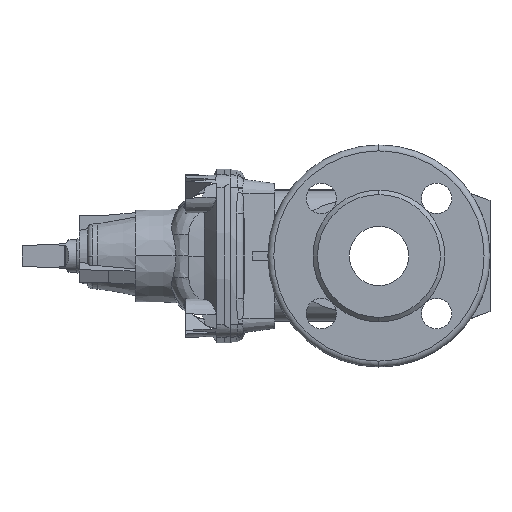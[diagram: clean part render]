
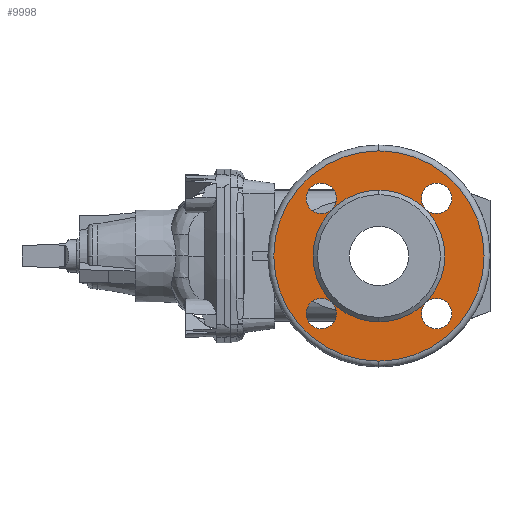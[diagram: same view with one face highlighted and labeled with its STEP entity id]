
A CAD part, left-side view. The second image highlights one B-rep face of the part: STEP entity #9998.
In plain terms, the highlighted planar face has unit normal (-1, 0, 0).
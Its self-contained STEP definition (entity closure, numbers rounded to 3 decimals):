
#79 = VERTEX_POINT ( 'NONE', #7095 ) ;
#156 = VERTEX_POINT ( 'NONE', #7091 ) ;
#1016 = CARTESIAN_POINT ( 'NONE',  ( -117., 38.891, 28.641 ) ) ;
#1017 = CARTESIAN_POINT ( 'NONE',  ( -117., 38.891, 49.141 ) ) ;
#1021 = CARTESIAN_POINT ( 'NONE',  ( -117., -38.891, 49.141 ) ) ;
#1022 = CARTESIAN_POINT ( 'NONE',  ( -117., 38.891, -49.141 ) ) ;
#1028 = CARTESIAN_POINT ( 'NONE',  ( -117., -38.891, -49.141 ) ) ;
#1034 = CARTESIAN_POINT ( 'NONE',  ( -117., 38.891, -28.641 ) ) ;
#1036 = CARTESIAN_POINT ( 'NONE',  ( -117., -38.891, 28.641 ) ) ;
#1074 = CARTESIAN_POINT ( 'NONE',  ( -117., -38.891, -28.641 ) ) ;
#1075 = CARTESIAN_POINT ( 'NONE',  ( -117., 0., -44.5 ) ) ;
#1086 = CARTESIAN_POINT ( 'NONE',  ( -117., 0., 71. ) ) ;
#1115 = DIRECTION ( 'NONE',  ( -1., 0., 0. ) ) ;
#1120 = PLANE ( 'NONE',  #9141 ) ;
#1122 = CARTESIAN_POINT ( 'NONE',  ( -117., -75., 0. ) ) ;
#1124 = DIRECTION ( 'NONE',  ( 0., 0., -1. ) ) ;
#1324 = CARTESIAN_POINT ( 'NONE',  ( -117., -38.891, -38.891 ) ) ;
#1325 = DIRECTION ( 'NONE',  ( -1., 0., 0. ) ) ;
#1326 = DIRECTION ( 'NONE',  ( 0., 0., 1. ) ) ;
#1365 = CARTESIAN_POINT ( 'NONE',  ( -117., -38.891, 38.891 ) ) ;
#1366 = DIRECTION ( 'NONE',  ( -1., 0., 0. ) ) ;
#1367 = DIRECTION ( 'NONE',  ( 0., 0., 1. ) ) ;
#1379 = CARTESIAN_POINT ( 'NONE',  ( -117., 38.891, -38.891 ) ) ;
#1380 = DIRECTION ( 'NONE',  ( -1., 0., 0. ) ) ;
#1381 = DIRECTION ( 'NONE',  ( 0., 0., 1. ) ) ;
#1387 = CARTESIAN_POINT ( 'NONE',  ( -117., 38.891, 38.891 ) ) ;
#1388 = DIRECTION ( 'NONE',  ( -1., 0., 0. ) ) ;
#1389 = DIRECTION ( 'NONE',  ( 0., 0., 1. ) ) ;
#1688 = CARTESIAN_POINT ( 'NONE',  ( -117., 0., 0. ) ) ;
#1689 = DIRECTION ( 'NONE',  ( 1., 0., 0. ) ) ;
#1690 = DIRECTION ( 'NONE',  ( 0., 0., -1. ) ) ;
#1752 = CARTESIAN_POINT ( 'NONE',  ( -117., 0., 0. ) ) ;
#1753 = DIRECTION ( 'NONE',  ( 1., 0., 0. ) ) ;
#1754 = DIRECTION ( 'NONE',  ( 0., 0., -1. ) ) ;
#3777 = CARTESIAN_POINT ( 'NONE',  ( -117., 38.891, -38.891 ) ) ;
#3778 = DIRECTION ( 'NONE',  ( -1., 0., 0. ) ) ;
#3779 = DIRECTION ( 'NONE',  ( 0., 0., 1. ) ) ;
#3780 = CARTESIAN_POINT ( 'NONE',  ( -117., 38.891, 38.891 ) ) ;
#3781 = DIRECTION ( 'NONE',  ( -1., 0., 0. ) ) ;
#3782 = DIRECTION ( 'NONE',  ( 0., 0., 1. ) ) ;
#3783 = CARTESIAN_POINT ( 'NONE',  ( -117., 0., 0. ) ) ;
#3784 = DIRECTION ( 'NONE',  ( 1., 0., 0. ) ) ;
#3785 = DIRECTION ( 'NONE',  ( 0., 0., -1. ) ) ;
#3786 = CARTESIAN_POINT ( 'NONE',  ( -117., 0., 0. ) ) ;
#3787 = DIRECTION ( 'NONE',  ( 1., 0., 0. ) ) ;
#3788 = DIRECTION ( 'NONE',  ( 0., 0., -1. ) ) ;
#3789 = CARTESIAN_POINT ( 'NONE',  ( -117., -38.891, 38.891 ) ) ;
#3790 = DIRECTION ( 'NONE',  ( -1., 0., 0. ) ) ;
#3791 = DIRECTION ( 'NONE',  ( 0., 0., 1. ) ) ;
#3792 = CARTESIAN_POINT ( 'NONE',  ( -117., -38.891, -38.891 ) ) ;
#3793 = DIRECTION ( 'NONE',  ( -1., 0., 0. ) ) ;
#3794 = DIRECTION ( 'NONE',  ( 0., 0., 1. ) ) ;
#4646 = CIRCLE ( 'NONE', #11543, 71. ) ;
#4661 = CIRCLE ( 'NONE', #11551, 44.5 ) ;
#4737 = CIRCLE ( 'NONE', #11589, 10.25 ) ;
#4739 = CIRCLE ( 'NONE', #11590, 10.25 ) ;
#4740 = CIRCLE ( 'NONE', #11591, 44.5 ) ;
#4741 = CIRCLE ( 'NONE', #11592, 71. ) ;
#4742 = CIRCLE ( 'NONE', #11593, 10.25 ) ;
#4743 = CIRCLE ( 'NONE', #11594, 10.25 ) ;
#5059 = FACE_OUTER_BOUND ( 'NONE', #11675, .T. ) ;
#5074 = FACE_BOUND ( 'NONE', #11661, .T. ) ;
#5077 = FACE_BOUND ( 'NONE', #11736, .T. ) ;
#5079 = FACE_BOUND ( 'NONE', #11662, .T. ) ;
#5081 = FACE_BOUND ( 'NONE', #11641, .T. ) ;
#5082 = FACE_BOUND ( 'NONE', #11690, .T. ) ;
#5161 = CIRCLE ( 'NONE', #9190, 10.25 ) ;
#5191 = CIRCLE ( 'NONE', #9209, 10.25 ) ;
#5201 = CIRCLE ( 'NONE', #9213, 10.25 ) ;
#5207 = CIRCLE ( 'NONE', #9215, 10.25 ) ;
#5380 = EDGE_CURVE ( 'NONE', #9227, #79, #4646, .T. ) ;
#5392 = EDGE_CURVE ( 'NONE', #156, #9206, #4661, .T. ) ;
#5459 = EDGE_CURVE ( 'NONE', #9145, #9125, #4737, .T. ) ;
#5460 = EDGE_CURVE ( 'NONE', #9117, #9115, #4739, .T. ) ;
#5461 = EDGE_CURVE ( 'NONE', #9206, #156, #4740, .T. ) ;
#5462 = EDGE_CURVE ( 'NONE', #79, #9227, #4741, .T. ) ;
#5463 = EDGE_CURVE ( 'NONE', #9123, #9149, #4742, .T. ) ;
#5464 = EDGE_CURVE ( 'NONE', #9204, #9135, #4743, .T. ) ;
#7091 = CARTESIAN_POINT ( 'NONE',  ( -117., 0., 44.5 ) ) ;
#7095 = CARTESIAN_POINT ( 'NONE',  ( -117., 0., -71. ) ) ;
#7882 = ORIENTED_EDGE ( 'NONE', *, *, #5462, .F. ) ;
#7893 = ORIENTED_EDGE ( 'NONE', *, *, #5463, .F. ) ;
#7901 = ORIENTED_EDGE ( 'NONE', *, *, #5459, .F. ) ;
#7913 = ORIENTED_EDGE ( 'NONE', *, *, #5464, .F. ) ;
#7915 = ORIENTED_EDGE ( 'NONE', *, *, #5392, .T. ) ;
#7921 = ORIENTED_EDGE ( 'NONE', *, *, #5461, .T. ) ;
#7932 = ORIENTED_EDGE ( 'NONE', *, *, #5380, .F. ) ;
#7934 = ORIENTED_EDGE ( 'NONE', *, *, #10663, .F. ) ;
#8002 = ORIENTED_EDGE ( 'NONE', *, *, #10688, .F. ) ;
#8009 = ORIENTED_EDGE ( 'NONE', *, *, #5460, .F. ) ;
#8082 = ORIENTED_EDGE ( 'NONE', *, *, #10684, .F. ) ;
#8090 = ORIENTED_EDGE ( 'NONE', *, *, #10679, .F. ) ;
#9115 = VERTEX_POINT ( 'NONE', #1016 ) ;
#9117 = VERTEX_POINT ( 'NONE', #1017 ) ;
#9123 = VERTEX_POINT ( 'NONE', #1021 ) ;
#9125 = VERTEX_POINT ( 'NONE', #1022 ) ;
#9135 = VERTEX_POINT ( 'NONE', #1028 ) ;
#9141 = AXIS2_PLACEMENT_3D ( 'NONE', #1122, #1115, #1124 ) ;
#9145 = VERTEX_POINT ( 'NONE', #1034 ) ;
#9149 = VERTEX_POINT ( 'NONE', #1036 ) ;
#9190 = AXIS2_PLACEMENT_3D ( 'NONE', #1324, #1325, #1326 ) ;
#9204 = VERTEX_POINT ( 'NONE', #1074 ) ;
#9206 = VERTEX_POINT ( 'NONE', #1075 ) ;
#9209 = AXIS2_PLACEMENT_3D ( 'NONE', #1365, #1366, #1367 ) ;
#9213 = AXIS2_PLACEMENT_3D ( 'NONE', #1379, #1380, #1381 ) ;
#9215 = AXIS2_PLACEMENT_3D ( 'NONE', #1387, #1388, #1389 ) ;
#9227 = VERTEX_POINT ( 'NONE', #1086 ) ;
#9998 = ADVANCED_FACE ( 'NONE', ( #5077, #5079, #5081, #5059, #5082, #5074 ), #1120, .T. ) ;
#10663 = EDGE_CURVE ( 'NONE', #9135, #9204, #5161, .T. ) ;
#10679 = EDGE_CURVE ( 'NONE', #9149, #9123, #5191, .T. ) ;
#10684 = EDGE_CURVE ( 'NONE', #9125, #9145, #5201, .T. ) ;
#10688 = EDGE_CURVE ( 'NONE', #9115, #9117, #5207, .T. ) ;
#11543 = AXIS2_PLACEMENT_3D ( 'NONE', #1688, #1689, #1690 ) ;
#11551 = AXIS2_PLACEMENT_3D ( 'NONE', #1752, #1753, #1754 ) ;
#11589 = AXIS2_PLACEMENT_3D ( 'NONE', #3777, #3778, #3779 ) ;
#11590 = AXIS2_PLACEMENT_3D ( 'NONE', #3780, #3781, #3782 ) ;
#11591 = AXIS2_PLACEMENT_3D ( 'NONE', #3783, #3784, #3785 ) ;
#11592 = AXIS2_PLACEMENT_3D ( 'NONE', #3786, #3787, #3788 ) ;
#11593 = AXIS2_PLACEMENT_3D ( 'NONE', #3789, #3790, #3791 ) ;
#11594 = AXIS2_PLACEMENT_3D ( 'NONE', #3792, #3793, #3794 ) ;
#11641 = EDGE_LOOP ( 'NONE', ( #7915, #7921 ) ) ;
#11661 = EDGE_LOOP ( 'NONE', ( #7913, #7934 ) ) ;
#11662 = EDGE_LOOP ( 'NONE', ( #8009, #8002 ) ) ;
#11675 = EDGE_LOOP ( 'NONE', ( #7882, #7932 ) ) ;
#11690 = EDGE_LOOP ( 'NONE', ( #7893, #8090 ) ) ;
#11736 = EDGE_LOOP ( 'NONE', ( #7901, #8082 ) ) ;
